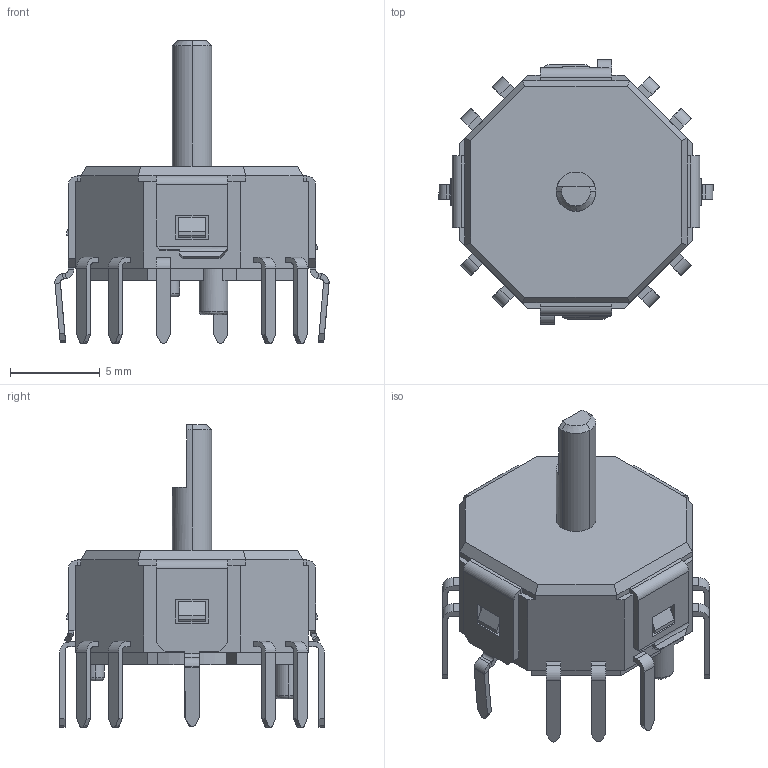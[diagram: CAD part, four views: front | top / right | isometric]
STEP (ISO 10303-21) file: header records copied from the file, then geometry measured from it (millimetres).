
FILE_DESCRIPTION (( 'STEP AP214' ), '1' );
FILE_NAME ('RKJXL100401V.STEP', '2012-02-10T06:39:10', ( '' ), ( '' ), 'SwSTEP 2.0', 'SolidWorks 2010', '' );
FILE_SCHEMA (( 'AUTOMOTIVE_DESIGN' ));
Length unit declared in the file: millimetre
Products named in the file (1): RKJXL100401V
Bounding box: 15.29 x 14.77 x 16.9 mm (x, y, z)
Volume: 935.2 mm3; surface area: 775.9 mm2
Topology: 1 solids, 1 shells, 336 faces, 860 edges, 547 vertices
Faces by surface type: plane 254, cylinder 66, bspline 10, cone 4, torus 2
Entity records: 13908 total; most frequent: CARTESIAN_POINT 2048, ORIENTED_EDGE 1720, DIRECTION 1612, EDGE_CURVE 860, VECTOR 702, LINE 702, VERTEX_POINT 547, AXIS2_PLACEMENT_3D 455
